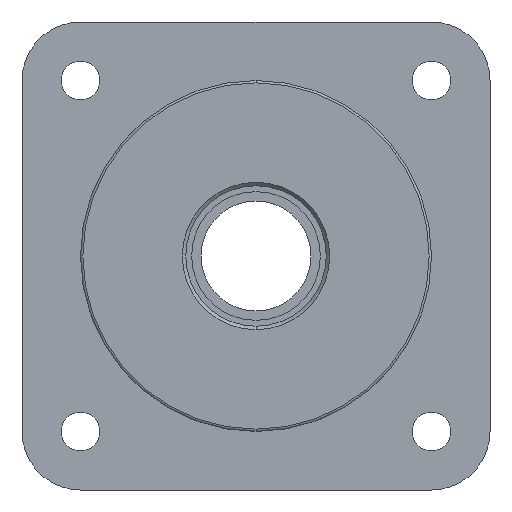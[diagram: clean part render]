
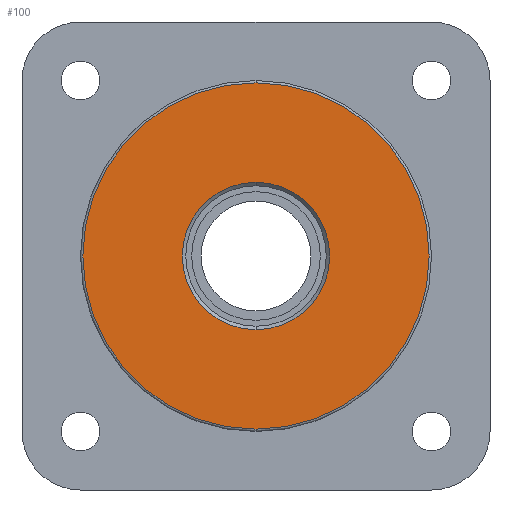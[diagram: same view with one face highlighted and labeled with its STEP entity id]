
A CAD part, left-side view. The second image highlights one B-rep face of the part: STEP entity #100.
In plain terms, the highlighted face is planar.
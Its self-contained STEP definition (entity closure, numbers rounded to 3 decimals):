
#25 = VERTEX_POINT ( 'NONE', #464 ) ;
#100 = ADVANCED_FACE ( 'NONE', ( #1528, #371 ), #1015, .T. ) ;
#210 = CARTESIAN_POINT ( 'NONE',  ( 0., 0., 0. ) ) ;
#212 = CIRCLE ( 'NONE', #1001, 6.3 ) ;
#271 = AXIS2_PLACEMENT_3D ( 'NONE', #1492, #654, #538 ) ;
#292 = CARTESIAN_POINT ( 'NONE',  ( 0., 0., 0. ) ) ;
#326 = EDGE_CURVE ( 'NONE', #25, #836, #475, .T. ) ;
#338 = DIRECTION ( 'NONE',  ( 0., 0., -1. ) ) ;
#371 = FACE_BOUND ( 'NONE', #466, .T. ) ;
#416 = DIRECTION ( 'NONE',  ( 0., 0., -1. ) ) ;
#462 = CARTESIAN_POINT ( 'NONE',  ( 0., 0., -6.3 ) ) ;
#464 = CARTESIAN_POINT ( 'NONE',  ( 0., 0., 6.3 ) ) ;
#466 = EDGE_LOOP ( 'NONE', ( #678, #1514 ) ) ;
#475 = CIRCLE ( 'NONE', #1147, 6.3 ) ;
#512 = CARTESIAN_POINT ( 'NONE',  ( 0., 0., -14.8 ) ) ;
#536 = CIRCLE ( 'NONE', #608, 14.8 ) ;
#538 = DIRECTION ( 'NONE',  ( 0., 0., -1. ) ) ;
#608 = AXIS2_PLACEMENT_3D ( 'NONE', #292, #1132, #416 ) ;
#654 = DIRECTION ( 'NONE',  ( 0., -1., 0. ) ) ;
#678 = ORIENTED_EDGE ( 'NONE', *, *, #868, .T. ) ;
#708 = DIRECTION ( 'NONE',  ( 0., -1., 0. ) ) ;
#727 = DIRECTION ( 'NONE',  ( 0., 1., 0. ) ) ;
#836 = VERTEX_POINT ( 'NONE', #462 ) ;
#843 = CARTESIAN_POINT ( 'NONE',  ( 0., 0., 14.8 ) ) ;
#860 = CIRCLE ( 'NONE', #1385, 14.8 ) ;
#868 = EDGE_CURVE ( 'NONE', #836, #25, #212, .T. ) ;
#928 = EDGE_CURVE ( 'NONE', #1111, #1006, #860, .T. ) ;
#930 = ORIENTED_EDGE ( 'NONE', *, *, #928, .T. ) ;
#1001 = AXIS2_PLACEMENT_3D ( 'NONE', #210, #1055, #338 ) ;
#1006 = VERTEX_POINT ( 'NONE', #843 ) ;
#1015 = PLANE ( 'NONE',  #271 ) ;
#1055 = DIRECTION ( 'NONE',  ( 0., 1., 0. ) ) ;
#1111 = VERTEX_POINT ( 'NONE', #512 ) ;
#1132 = DIRECTION ( 'NONE',  ( 0., -1., 0. ) ) ;
#1147 = AXIS2_PLACEMENT_3D ( 'NONE', #1440, #727, #1559 ) ;
#1212 = ORIENTED_EDGE ( 'NONE', *, *, #1238, .T. ) ;
#1238 = EDGE_CURVE ( 'NONE', #1006, #1111, #536, .T. ) ;
#1385 = AXIS2_PLACEMENT_3D ( 'NONE', #1420, #708, #1541 ) ;
#1420 = CARTESIAN_POINT ( 'NONE',  ( 0., 0., 0. ) ) ;
#1440 = CARTESIAN_POINT ( 'NONE',  ( 0., 0., 0. ) ) ;
#1492 = CARTESIAN_POINT ( 'NONE',  ( -6., 0., 0. ) ) ;
#1514 = ORIENTED_EDGE ( 'NONE', *, *, #326, .T. ) ;
#1528 = FACE_OUTER_BOUND ( 'NONE', #1554, .T. ) ;
#1541 = DIRECTION ( 'NONE',  ( 0., 0., -1. ) ) ;
#1554 = EDGE_LOOP ( 'NONE', ( #930, #1212 ) ) ;
#1559 = DIRECTION ( 'NONE',  ( 0., 0., -1. ) ) ;
